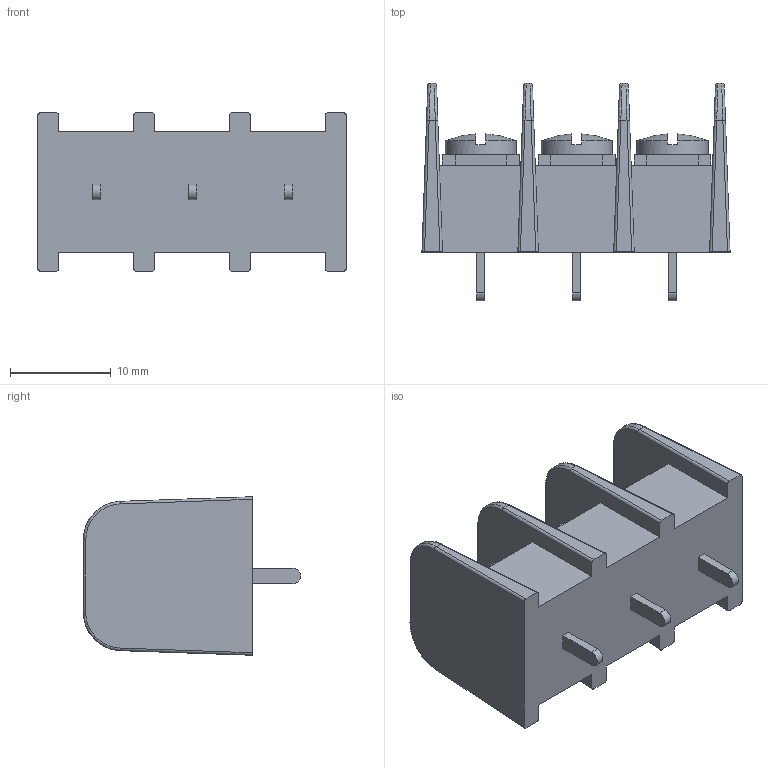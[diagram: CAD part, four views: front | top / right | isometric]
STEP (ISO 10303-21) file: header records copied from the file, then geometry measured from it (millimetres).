
FILE_DESCRIPTION((''),'2;1');
FILE_NAME('387207503','2015-03-18T',('me'),(''),'PRO/ENGINEER BY PARAMETRIC TECHNOLOGY CORPORATION, 2011490','PRO/ENGINEER BY PARAMETRIC TECHNOLOGY CORPORATION, 2011490','');
FILE_SCHEMA(('CONFIG_CONTROL_DESIGN'));
Length unit declared in the file: inch
Products named in the file (1): 387207503
Bounding box: 30.61 x 21.59 x 15.75 mm (x, y, z)
Volume: 4216.8 mm3; surface area: 2955.8 mm2
Topology: 1 solids, 1 shells, 153 faces, 403 edges, 264 vertices
Faces by surface type: plane 90, cylinder 41, bspline 16, sphere 6
Entity records: 5923 total; most frequent: CARTESIAN_POINT 2203, ORIENTED_EDGE 788, DIRECTION 705, EDGE_CURVE 394, VECTOR 281, LINE 281, VERTEX_POINT 252, AXIS2_PLACEMENT_3D 212
